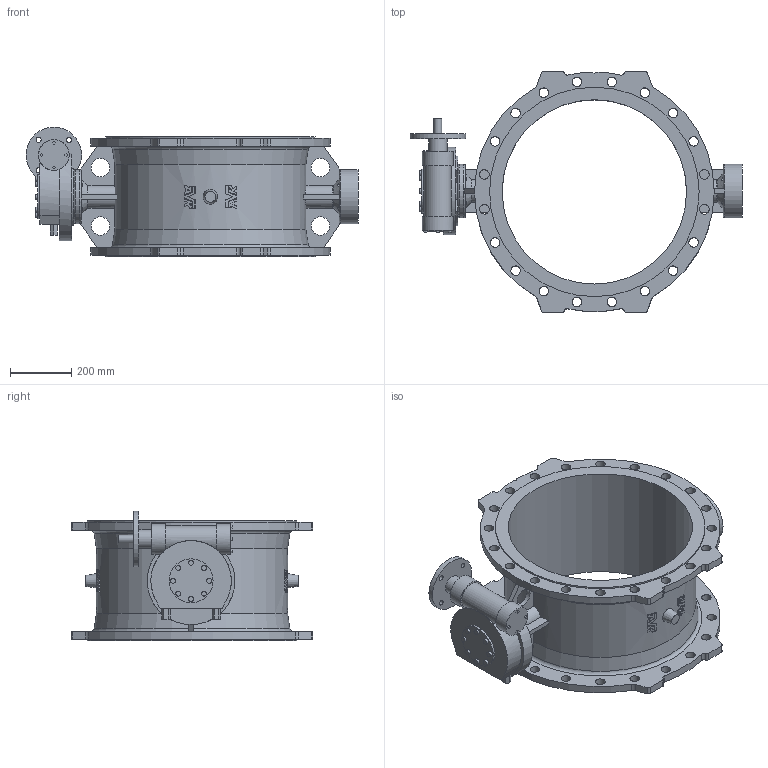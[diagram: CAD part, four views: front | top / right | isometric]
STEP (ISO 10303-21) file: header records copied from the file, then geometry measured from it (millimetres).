
FILE_DESCRIPTION (( 'STEP AP203' ), '1' );
FILE_NAME ('O_756_102_DN600_0XX_AA0_step.step', '2016-03-09T12:01:52', ( 'Windows User' ), ( 'AVK' ), 'SwSTEP 2.0', 'SolidWorks 2012', '' );
FILE_SCHEMA (( 'CONFIG_CONTROL_DESIGN' ));
Length unit declared in the file: millimetre
Products named in the file (1): O_756_102_DN600_0XX_AA0_step
Bounding box: 1080.5 x 786 x 421.4 mm (x, y, z)
Volume: 30278697.1 mm3; surface area: 2890534.4 mm2
Topology: 1 solids, 1 shells, 628 faces, 1796 edges, 1211 vertices
Faces by surface type: plane 217, bspline 216, cylinder 150, torus 31, cone 14
Full cylindrical faces by diameter (mm): 16 x8, 16.5 x4, 25 x1, 31 x40, 60 x5, 100 x2, 143 x1, 175 x2, 181 x1, 285 x1, 600 x1, 682 x2
Entity records: 24707 total; most frequent: CARTESIAN_POINT 10617, ORIENTED_EDGE 3338, DIRECTION 2002, EDGE_CURVE 1669, VERTEX_POINT 1157, B_SPLINE_CURVE_WITH_KNOTS 844, EDGE_LOOP 840, AXIS2_PLACEMENT_3D 764
